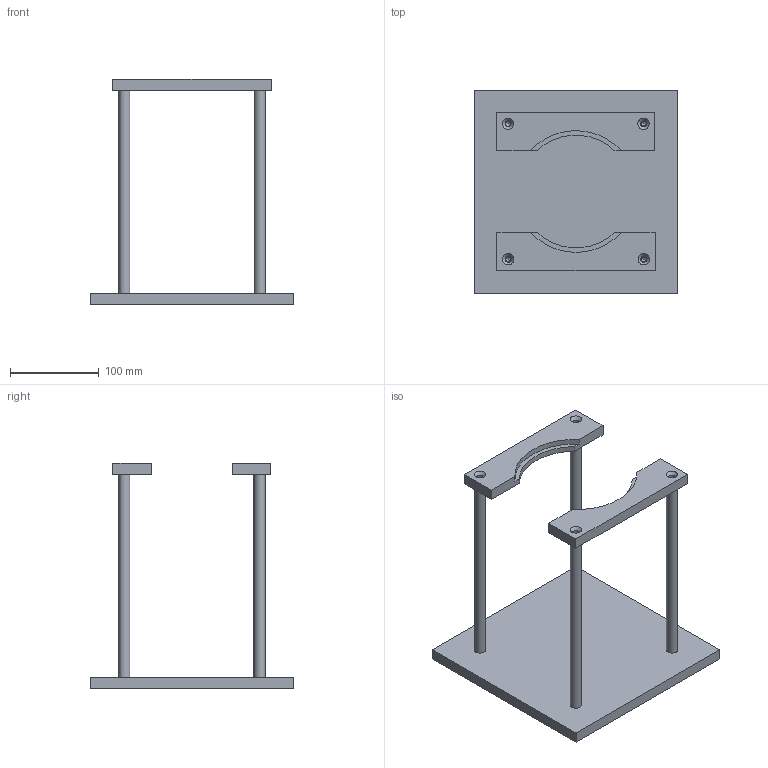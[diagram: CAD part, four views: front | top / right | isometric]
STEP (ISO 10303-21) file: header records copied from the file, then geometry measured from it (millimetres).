
FILE_DESCRIPTION(/* description */ (''),/* implementation_level */ '2;1');
FILE_NAME(/* name */ 'Test stand_VOLTSimple v1.step',/* time_stamp */ '2025-10-06T18:03:01-07:00',/* author */ (''),/* organization */ (''),/* preprocessor_version */ 'ST-DEVELOPER v20.1',/* originating_system */ 'Autodesk Translation Framework v14.17.0.0',/* authorisation */ '');
FILE_SCHEMA (('AUTOMOTIVE_DESIGN { 1 0 10303 214 3 1 1 }'));
Length unit declared in the file: inch
Products named in the file (4): Test stand_VOLTSimple; Test stand base; Test stand post Rev-B; Test stand top_ VOLT_2piece
Assembly tree (7 placements, depth 2):
  Test stand_VOLTSimple
    Test stand base
    Test stand post Rev-B  x4
    Test stand top_ VOLT_2piece  x2
Bounding box: 228.6 x 228.6 x 254 mm (x, y, z)
Volume: 931093.1 mm3; surface area: 195783.1 mm2
Topology: 7 solids, 7 shells, 86 faces, 176 edges, 112 vertices
Faces by surface type: plane 38, cylinder 32, cone 16
Full cylindrical faces by diameter (mm): 5.105 x8, 6.35 x8, 6.756 x8, 12.7 x4
Entity records: 1232 total; most frequent: DIRECTION 215, CARTESIAN_POINT 187, ORIENTED_EDGE 166, EDGE_CURVE 83, AXIS2_PLACEMENT_3D 82, EDGE_LOOP 55, VERTEX_POINT 54, LINE 51
